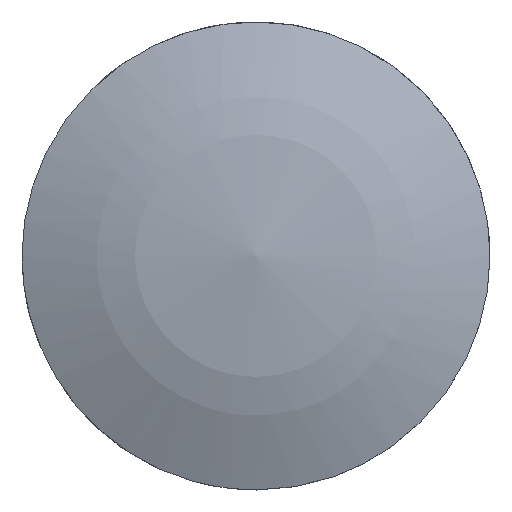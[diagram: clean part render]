
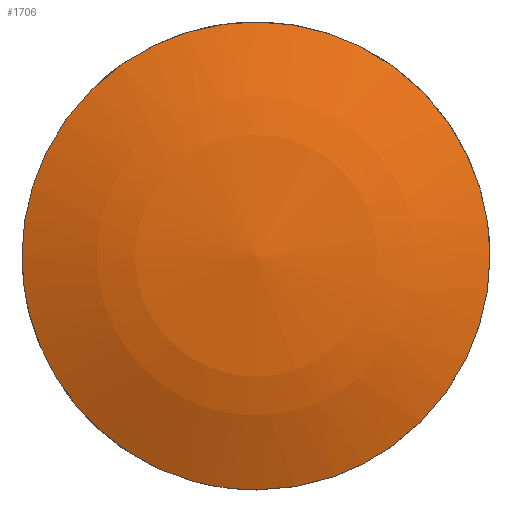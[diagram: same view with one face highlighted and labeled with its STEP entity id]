
A CAD part, top view. The second image highlights one B-rep face of the part: STEP entity #1706.
In plain terms, the highlighted free-form (B-spline) face has degree [2, 2] with [4, 4] control points.
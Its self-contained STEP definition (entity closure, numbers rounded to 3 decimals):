
#1339=CARTESIAN_POINT('',(-1.298,-4.517,5.5));
#1340=VERTEX_POINT('',#1339);
#1346=CARTESIAN_POINT('',(-4.7,0.0,5.5));
#1347=VERTEX_POINT('',#1346);
#1348=CARTESIAN_POINT('',(-1.298,-4.517,5.5));
#1349=CARTESIAN_POINT('',(-4.7,-3.54,5.5));
#1350=CARTESIAN_POINT('',(-4.7,0.0,5.5));
#1358=(BOUNDED_CURVE()B_SPLINE_CURVE(2,(#1348,#1349,#1350),.UNSPECIFIED.,.F.,.U.)B_SPLINE_CURVE_WITH_KNOTS((3,3),(0.797,1.0),.UNSPECIFIED.)CURVE()GEOMETRIC_REPRESENTATION_ITEM()RATIONAL_B_SPLINE_CURVE((0.911,0.762,1.0))REPRESENTATION_ITEM(''));
#1359=EDGE_CURVE('',#1340,#1347,#1358,.T.);
#1361=CARTESIAN_POINT('',(4.7,0.0,5.5));
#1362=VERTEX_POINT('',#1361);
#1363=CARTESIAN_POINT('',(-4.7,0.0,5.5));
#1364=CARTESIAN_POINT('',(-4.7,4.7,5.5));
#1365=CARTESIAN_POINT('',(0.0,4.7,5.5));
#1366=CARTESIAN_POINT('',(4.7,4.7,5.5));
#1367=CARTESIAN_POINT('',(4.7,0.0,5.5));
#1375=(BOUNDED_CURVE()B_SPLINE_CURVE(2,(#1363,#1364,#1365,#1366,#1367),.UNSPECIFIED.,.F.,.U.)B_SPLINE_CURVE_WITH_KNOTS((3,2,3),(0.0,0.25,0.5),.UNSPECIFIED.)CURVE()GEOMETRIC_REPRESENTATION_ITEM()RATIONAL_B_SPLINE_CURVE((1.0,0.707,1.0,0.707,1.0))REPRESENTATION_ITEM(''));
#1376=EDGE_CURVE('',#1347,#1362,#1375,.T.);
#1378=CARTESIAN_POINT('',(1.569,-4.43,5.5));
#1379=VERTEX_POINT('',#1378);
#1380=CARTESIAN_POINT('',(4.7,0.0,5.5));
#1381=CARTESIAN_POINT('',(4.7,-3.322,5.5));
#1382=CARTESIAN_POINT('',(1.569,-4.43,5.5));
#1390=(BOUNDED_CURVE()B_SPLINE_CURVE(2,(#1380,#1381,#1382),.UNSPECIFIED.,.F.,.U.)B_SPLINE_CURVE_WITH_KNOTS((3,3),(0.5,0.693),.UNSPECIFIED.)CURVE()GEOMETRIC_REPRESENTATION_ITEM()RATIONAL_B_SPLINE_CURVE((1.0,0.774,0.897))REPRESENTATION_ITEM(''));
#1391=EDGE_CURVE('',#1362,#1379,#1390,.T.);
#1493=CARTESIAN_POINT('',(1.569,-4.43,5.5));
#1494=CARTESIAN_POINT('',(0.808,-4.7,5.5));
#1495=CARTESIAN_POINT('',(0.,-4.7,5.5));
#1496=CARTESIAN_POINT('',(-0.662,-4.7,5.5));
#1497=CARTESIAN_POINT('',(-1.298,-4.517,5.5));
#1505=(BOUNDED_CURVE()B_SPLINE_CURVE(2,(#1493,#1494,#1495,#1496,#1497),.UNSPECIFIED.,.F.,.U.)B_SPLINE_CURVE_WITH_KNOTS((3,2,3),(0.693,0.75,0.797),.UNSPECIFIED.)CURVE()GEOMETRIC_REPRESENTATION_ITEM()RATIONAL_B_SPLINE_CURVE((0.897,0.934,1.0,0.945,0.911))REPRESENTATION_ITEM(''));
#1506=EDGE_CURVE('',#1379,#1340,#1505,.T.);
#1676=CARTESIAN_POINT('',(-4.87,-4.87,4.221));
#1677=CARTESIAN_POINT('',(-2.562,-5.123,5.301));
#1678=CARTESIAN_POINT('',(2.562,-5.123,5.301));
#1679=CARTESIAN_POINT('',(4.87,-4.87,4.221));
#1680=CARTESIAN_POINT('',(-5.123,-2.561,5.301));
#1681=CARTESIAN_POINT('',(-2.702,-2.702,6.5));
#1682=CARTESIAN_POINT('',(2.702,-2.702,6.5));
#1683=CARTESIAN_POINT('',(5.123,-2.561,5.301));
#1684=CARTESIAN_POINT('',(-5.123,2.561,5.301));
#1685=CARTESIAN_POINT('',(-2.702,2.702,6.5));
#1686=CARTESIAN_POINT('',(2.702,2.702,6.5));
#1687=CARTESIAN_POINT('',(5.123,2.561,5.301));
#1688=CARTESIAN_POINT('',(-4.87,4.87,4.221));
#1689=CARTESIAN_POINT('',(-2.561,5.123,5.301));
#1690=CARTESIAN_POINT('',(2.561,5.123,5.301));
#1691=CARTESIAN_POINT('',(4.87,4.87,4.221));
#1699=(BOUNDED_SURFACE()B_SPLINE_SURFACE(2,2,((#1676,#1680,#1684,#1688),(#1677,#1681,#1685,#1689),(#1678,#1682,#1686,#1690),(#1679,#1683,#1687,#1691)),.UNSPECIFIED.,.F.,.F.,.U.)B_SPLINE_SURFACE_WITH_KNOTS((3,1,3),(3,1,3),(1.723,6.876,12.028),(1.724,6.876,12.028),.UNSPECIFIED.)GEOMETRIC_REPRESENTATION_ITEM()RATIONAL_B_SPLINE_SURFACE(((1.11,1.055,1.055,1.11),(1.055,1.0,1.0,1.055),(1.055,1.0,1.0,1.055),(1.11,1.055,1.055,1.11)))REPRESENTATION_ITEM('')SURFACE());
#1700=ORIENTED_EDGE('',*,*,#1359,.F.);
#1701=ORIENTED_EDGE('',*,*,#1506,.F.);
#1702=ORIENTED_EDGE('',*,*,#1391,.F.);
#1703=ORIENTED_EDGE('',*,*,#1376,.F.);
#1704=EDGE_LOOP('',(#1700,#1701,#1702,#1703));
#1705=FACE_OUTER_BOUND('',#1704,.T.);
#1706=ADVANCED_FACE('',(#1705),#1699,.T.);
